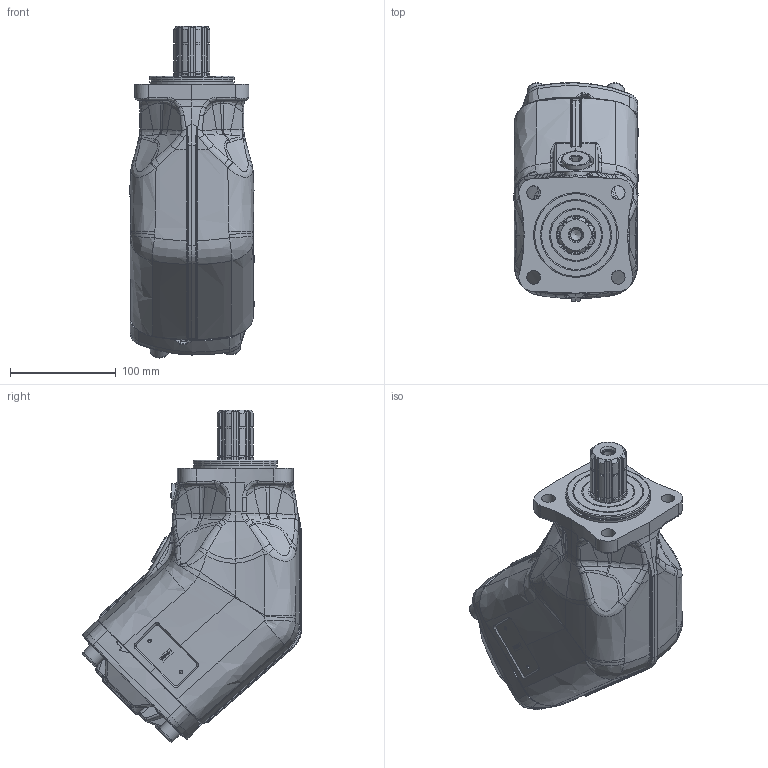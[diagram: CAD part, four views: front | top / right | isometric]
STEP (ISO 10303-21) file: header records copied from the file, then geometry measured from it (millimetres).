
FILE_DESCRIPTION(/* description */ (''),/* implementation_level */ '2;1');
FILE_NAME(/* name */ 's0br4nyr.stp',/* time_stamp */ '2019-01-07T11:03:01+00:00',/* author */ ('InventorETOServices'),/* organization */ (''),/* preprocessor_version */ 'ST-DEVELOPER v17.2',/* originating_system */ 'Autodesk Inventor 2019',/* authorisation */ '');
FILE_SCHEMA (('AUTOMOTIVE_DESIGN { 1 0 10303 214 3 1 1 }'));
Products named in the file (3): Intent; F1.78A86A92E900156294E86881CBF6E1D4; 3786950.BC5B3601CB559A72DB55621D5CDAE93E
Assembly tree (2 placements, depth 3):
  Intent
    F1.78A86A92E900156294E86881CBF6E1D4
      3786950.BC5B3601CB559A72DB55621D5CDAE93E
Bounding box: 117.65 x 206.95 x 314.08 mm (x, y, z)
Volume: 3233089.7 mm3; surface area: 206369.8 mm2
Topology: 2 solids, 3 shells, 1786 faces, 4841 edges, 3116 vertices
Faces by surface type: plane 731, bspline 560, cylinder 240, torus 133, cone 108, sphere 14
Full cylindrical faces by diameter (mm): 3 x3, 3.2 x1, 6.5 x2, 9 x2, 10 x1, 10.5 x1, 12 x12, 12.1 x1, 13 x4, 18 x5, 26.9 x1, 30.75 x1, 44 x1, 50 x1, 65 x1, 76.81 x1, 80 x2
Entity records: 99609 total; most frequent: CARTESIAN_POINT 56760, ORIENTED_EDGE 9664, DIRECTION 7141, EDGE_CURVE 4832, VERTEX_POINT 3115, AXIS2_PLACEMENT_3D 2647, EDGE_LOOP 1867, LINE 1847
